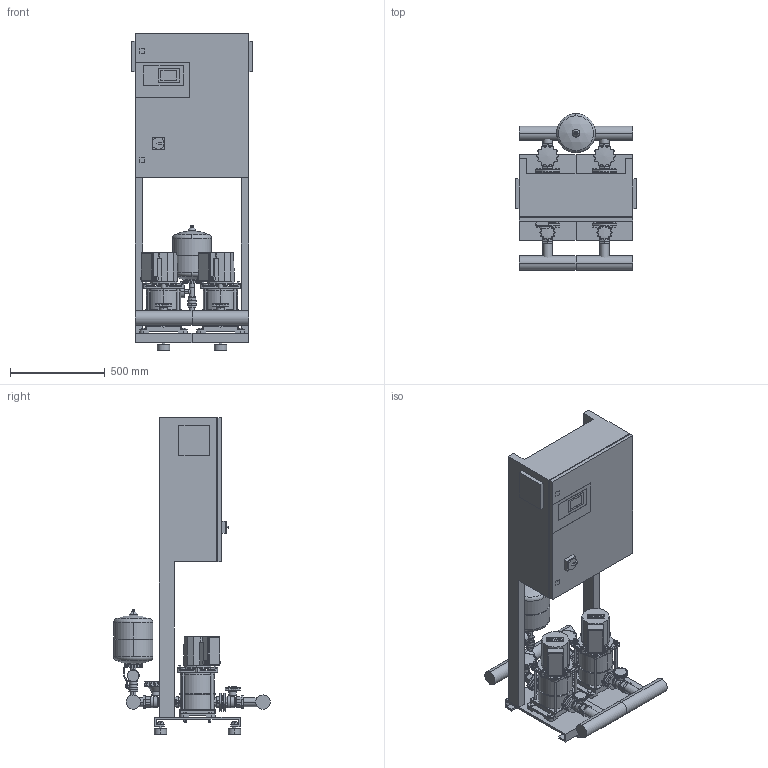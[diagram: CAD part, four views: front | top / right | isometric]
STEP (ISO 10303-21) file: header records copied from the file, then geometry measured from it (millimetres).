
FILE_DESCRIPTION((''),'2;1');
FILE_NAME('3d_COR-2 MVIS 802-2524497.stp','2009-03-26T12:56:09',(''),(''),'Mechanical Desktop 2008','Mechanical Desktop 2008',', , ');
FILE_SCHEMA(('CONFIG_CONTROL_DESIGN'));
Length unit declared in the file: millimetre
Products named in the file (1): 3D_COR-2 MVIS 802-2524497
Bounding box: 640 x 825.05 x 1670 mm (x, y, z)
Volume: 169099997.5 mm3; surface area: 5931176.4 mm2
Topology: 88 solids, 88 shells, 2255 faces, 5359 edges, 3386 vertices
Faces by surface type: plane 965, cylinder 598, bspline 496, cone 92, torus 92, sphere 12
Entity records: 73080 total; most frequent: CARTESIAN_POINT 21757, ORIENTED_EDGE 10622, DIRECTION 10411, EDGE_CURVE 5311, AXIS2_PLACEMENT_3D 3600, VERTEX_POINT 3386, VECTOR 3211, LINE 3211
